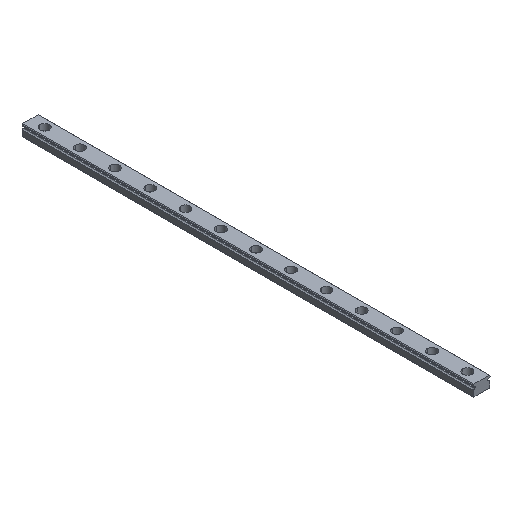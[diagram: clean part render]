
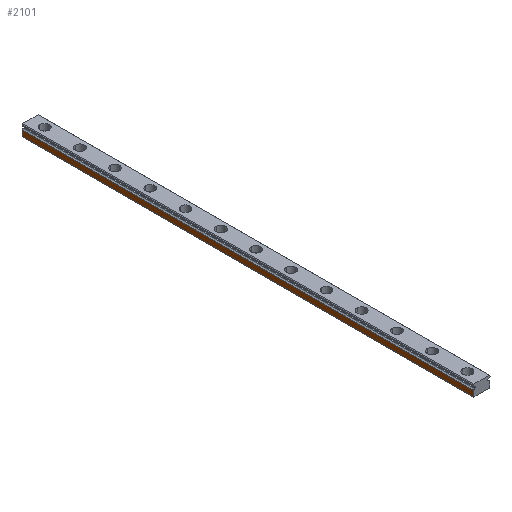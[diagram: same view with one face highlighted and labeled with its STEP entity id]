
A CAD part, isometric view. The second image highlights one B-rep face of the part: STEP entity #2101.
In plain terms, the highlighted planar face has unit normal (-1, 0, 0).
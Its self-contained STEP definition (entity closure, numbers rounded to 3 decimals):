
#18 = DIRECTION ( 'NONE',  ( 0., 0., -1. ) ) ;
#54 = CARTESIAN_POINT ( 'NONE',  ( -6., 160., 0.323 ) ) ;
#79 = VECTOR ( 'NONE', #2137, 1000. ) ;
#124 = DIRECTION ( 'NONE',  ( 1., 0., 0. ) ) ;
#149 = EDGE_CURVE ( 'NONE', #1094, #1924, #1061, .T. ) ;
#162 = VERTEX_POINT ( 'NONE', #2169 ) ;
#163 = CARTESIAN_POINT ( 'NONE',  ( -6., -160., 4.319 ) ) ;
#216 = CARTESIAN_POINT ( 'NONE',  ( -6., -160., 0.323 ) ) ;
#231 = CARTESIAN_POINT ( 'NONE',  ( -6., 160., 4.319 ) ) ;
#288 = VECTOR ( 'NONE', #18, 1000. ) ;
#350 = CARTESIAN_POINT ( 'NONE',  ( -6., -160., 4.319 ) ) ;
#519 = ORIENTED_EDGE ( 'NONE', *, *, #567, .F. ) ;
#557 = VECTOR ( 'NONE', #1473, 1000. ) ;
#567 = EDGE_CURVE ( 'NONE', #2254, #1094, #1711, .T. ) ;
#645 = CARTESIAN_POINT ( 'NONE',  ( -6., -160., 4.319 ) ) ;
#741 = AXIS2_PLACEMENT_3D ( 'NONE', #350, #124, #2369 ) ;
#1053 = LINE ( 'NONE', #2783, #557 ) ;
#1061 = LINE ( 'NONE', #1266, #2545 ) ;
#1076 = LINE ( 'NONE', #231, #288 ) ;
#1094 = VERTEX_POINT ( 'NONE', #216 ) ;
#1206 = FACE_OUTER_BOUND ( 'NONE', #2778, .T. ) ;
#1266 = CARTESIAN_POINT ( 'NONE',  ( -6., -160., 0.323 ) ) ;
#1473 = DIRECTION ( 'NONE',  ( 0., 1., 0. ) ) ;
#1648 = ORIENTED_EDGE ( 'NONE', *, *, #149, .F. ) ;
#1711 = LINE ( 'NONE', #163, #79 ) ;
#1924 = VERTEX_POINT ( 'NONE', #54 ) ;
#2079 = EDGE_CURVE ( 'NONE', #2254, #162, #1053, .T. ) ;
#2088 = ORIENTED_EDGE ( 'NONE', *, *, #2323, .T. ) ;
#2101 = ADVANCED_FACE ( 'NONE', ( #1206 ), #2156, .F. ) ;
#2137 = DIRECTION ( 'NONE',  ( 0., 0., -1. ) ) ;
#2156 = PLANE ( 'NONE',  #741 ) ;
#2169 = CARTESIAN_POINT ( 'NONE',  ( -6., 160., 4.319 ) ) ;
#2254 = VERTEX_POINT ( 'NONE', #645 ) ;
#2323 = EDGE_CURVE ( 'NONE', #162, #1924, #1076, .T. ) ;
#2369 = DIRECTION ( 'NONE',  ( 0., 1., 0. ) ) ;
#2489 = ORIENTED_EDGE ( 'NONE', *, *, #2079, .T. ) ;
#2545 = VECTOR ( 'NONE', #2839, 1000. ) ;
#2778 = EDGE_LOOP ( 'NONE', ( #2088, #1648, #519, #2489 ) ) ;
#2783 = CARTESIAN_POINT ( 'NONE',  ( -6., -160., 4.319 ) ) ;
#2839 = DIRECTION ( 'NONE',  ( 0., 1., 0. ) ) ;
